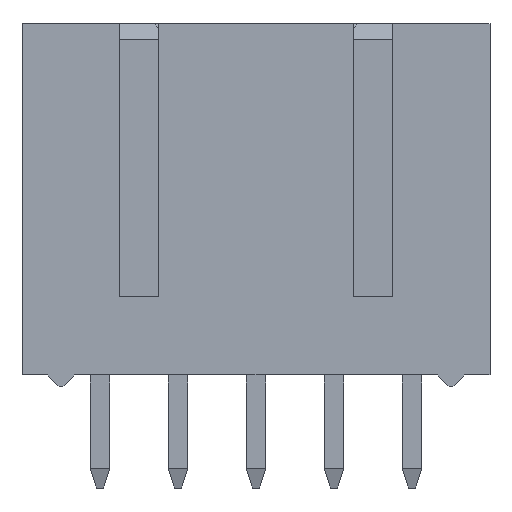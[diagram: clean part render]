
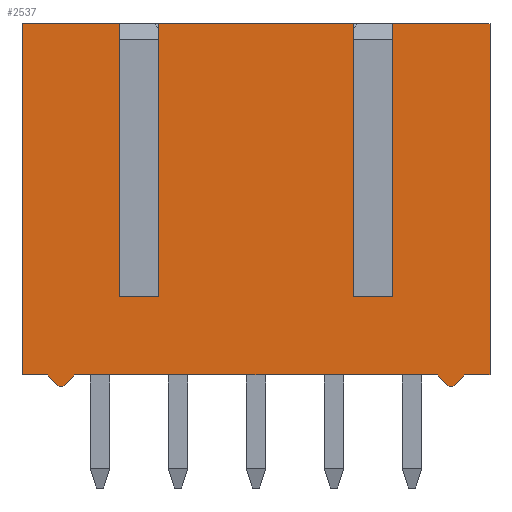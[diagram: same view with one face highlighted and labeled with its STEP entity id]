
A CAD part, front view. The second image highlights one B-rep face of the part: STEP entity #2537.
In plain terms, the highlighted planar face has unit normal (0, -1, 0).
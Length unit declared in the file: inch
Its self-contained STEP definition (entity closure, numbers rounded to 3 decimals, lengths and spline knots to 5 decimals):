
#5=DIRECTION('',(0.,0.,-1.));
#6=VECTOR('',#5,0.45);
#7=CARTESIAN_POINT('',(-0.3,-0.1,0.15));
#8=LINE('',#7,#6);
#445=DIRECTION('',(1.,0.,0.));
#446=VECTOR('',#445,0.0325);
#447=CARTESIAN_POINT('',(-0.3,-0.1,-0.3));
#448=LINE('',#447,#446);
#453=DIRECTION('',(1.,0.,0.));
#454=VECTOR('',#453,0.465);
#455=CARTESIAN_POINT('',(-0.2325,-0.1,-0.3));
#456=LINE('',#455,#454);
#465=DIRECTION('',(1.,0.,0.));
#466=VECTOR('',#465,0.0325);
#467=CARTESIAN_POINT('',(0.2675,-0.1,-0.3));
#468=LINE('',#467,#466);
#553=DIRECTION('',(-1.,0.,0.));
#554=VECTOR('',#553,0.05);
#555=CARTESIAN_POINT('',(-0.125,-0.1,-0.2));
#556=LINE('',#555,#554);
#557=DIRECTION('',(0.,0.,-1.));
#558=VECTOR('',#557,0.35);
#559=CARTESIAN_POINT('',(-0.125,-0.1,0.15));
#560=LINE('',#559,#558);
#561=DIRECTION('',(1.,0.,0.));
#562=VECTOR('',#561,0.25);
#563=CARTESIAN_POINT('',(-0.125,-0.1,0.15));
#564=LINE('',#563,#562);
#565=DIRECTION('',(0.,0.,-1.));
#566=VECTOR('',#565,0.35);
#567=CARTESIAN_POINT('',(0.125,-0.1,0.15));
#568=LINE('',#567,#566);
#569=DIRECTION('',(1.,0.,0.));
#570=VECTOR('',#569,0.05);
#571=CARTESIAN_POINT('',(0.125,-0.1,-0.2));
#572=LINE('',#571,#570);
#573=DIRECTION('',(0.,0.,-1.));
#574=VECTOR('',#573,0.35);
#575=CARTESIAN_POINT('',(0.175,-0.1,0.15));
#576=LINE('',#575,#574);
#577=DIRECTION('',(1.,0.,0.));
#578=VECTOR('',#577,0.125);
#579=CARTESIAN_POINT('',(0.175,-0.1,0.15));
#580=LINE('',#579,#578);
#581=DIRECTION('',(-0.707,0.,-0.707));
#582=VECTOR('',#581,0.02121);
#583=CARTESIAN_POINT('',(0.2675,-0.1,-0.3));
#584=LINE('',#583,#582);
#585=DIRECTION('',(-1.,0.,0.));
#586=VECTOR('',#585,0.005);
#587=CARTESIAN_POINT('',(0.2525,-0.1,-0.315));
#588=LINE('',#587,#586);
#589=DIRECTION('',(-0.707,0.,0.707));
#590=VECTOR('',#589,0.02121);
#591=CARTESIAN_POINT('',(0.2475,-0.1,-0.315));
#592=LINE('',#591,#590);
#593=DIRECTION('',(-0.707,0.,-0.707));
#594=VECTOR('',#593,0.02121);
#595=CARTESIAN_POINT('',(-0.2325,-0.1,-0.3));
#596=LINE('',#595,#594);
#597=DIRECTION('',(-1.,0.,0.));
#598=VECTOR('',#597,0.005);
#599=CARTESIAN_POINT('',(-0.2475,-0.1,-0.315));
#600=LINE('',#599,#598);
#601=DIRECTION('',(-0.707,0.,0.707));
#602=VECTOR('',#601,0.02121);
#603=CARTESIAN_POINT('',(-0.2525,-0.1,-0.315));
#604=LINE('',#603,#602);
#605=DIRECTION('',(1.,0.,0.));
#606=VECTOR('',#605,0.125);
#607=CARTESIAN_POINT('',(-0.3,-0.1,0.15));
#608=LINE('',#607,#606);
#609=DIRECTION('',(0.,0.,-1.));
#610=VECTOR('',#609,0.35);
#611=CARTESIAN_POINT('',(-0.175,-0.1,0.15));
#612=LINE('',#611,#610);
#905=DIRECTION('',(0.,0.,-1.));
#906=VECTOR('',#905,0.45);
#907=CARTESIAN_POINT('',(0.3,-0.1,0.15));
#908=LINE('',#907,#906);
#1449=CARTESIAN_POINT('',(-0.3,-0.1,0.15));
#1450=CARTESIAN_POINT('',(-0.3,-0.1,-0.3));
#1451=VERTEX_POINT('',#1449);
#1452=VERTEX_POINT('',#1450);
#1455=CARTESIAN_POINT('',(0.3,-0.1,0.15));
#1456=CARTESIAN_POINT('',(0.3,-0.1,-0.3));
#1457=VERTEX_POINT('',#1455);
#1458=VERTEX_POINT('',#1456);
#1533=CARTESIAN_POINT('',(-0.2475,-0.1,-0.315));
#1534=CARTESIAN_POINT('',(-0.2525,-0.1,-0.315));
#1535=VERTEX_POINT('',#1533);
#1536=VERTEX_POINT('',#1534);
#1537=CARTESIAN_POINT('',(0.2525,-0.1,-0.315));
#1538=CARTESIAN_POINT('',(0.2475,-0.1,-0.315));
#1539=VERTEX_POINT('',#1537);
#1540=VERTEX_POINT('',#1538);
#1541=CARTESIAN_POINT('',(-0.2675,-0.1,-0.3));
#1543=VERTEX_POINT('',#1541);
#1545=CARTESIAN_POINT('',(-0.2325,-0.1,-0.3));
#1547=VERTEX_POINT('',#1545);
#1549=CARTESIAN_POINT('',(0.2325,-0.1,-0.3));
#1551=VERTEX_POINT('',#1549);
#1553=CARTESIAN_POINT('',(0.2675,-0.1,-0.3));
#1555=VERTEX_POINT('',#1553);
#1633=CARTESIAN_POINT('',(0.125,-0.1,-0.2));
#1634=CARTESIAN_POINT('',(0.175,-0.1,-0.2));
#1635=VERTEX_POINT('',#1633);
#1636=VERTEX_POINT('',#1634);
#1637=CARTESIAN_POINT('',(0.125,-0.1,0.15));
#1638=VERTEX_POINT('',#1637);
#1639=CARTESIAN_POINT('',(0.175,-0.1,0.15));
#1640=VERTEX_POINT('',#1639);
#1666=CARTESIAN_POINT('',(-0.125,-0.1,-0.2));
#1668=VERTEX_POINT('',#1666);
#1669=CARTESIAN_POINT('',(-0.175,-0.1,-0.2));
#1671=VERTEX_POINT('',#1669);
#1673=CARTESIAN_POINT('',(-0.125,-0.1,0.15));
#1674=VERTEX_POINT('',#1673);
#1675=CARTESIAN_POINT('',(-0.175,-0.1,0.15));
#1676=VERTEX_POINT('',#1675);
#2501=CARTESIAN_POINT('',(-0.3,-0.1,0.15));
#2502=DIRECTION('',(0.,-1.,0.));
#2503=DIRECTION('',(0.,0.,-1.));
#2504=AXIS2_PLACEMENT_3D('',#2501,#2502,#2503);
#2505=PLANE('',#2504);
#2506=ORIENTED_EDGE('',*,*,#2077,.F.);
#2507=ORIENTED_EDGE('',*,*,#2064,.F.);
#2508=ORIENTED_EDGE('',*,*,#1996,.T.);
#2510=ORIENTED_EDGE('',*,*,#2509,.T.);
#2511=ORIENTED_EDGE('',*,*,#2100,.T.);
#2513=ORIENTED_EDGE('',*,*,#2512,.F.);
#2514=ORIENTED_EDGE('',*,*,#2012,.T.);
#2516=ORIENTED_EDGE('',*,*,#2515,.T.);
#2517=ORIENTED_EDGE('',*,*,#2479,.F.);
#2519=ORIENTED_EDGE('',*,*,#2518,.T.);
#2521=ORIENTED_EDGE('',*,*,#2520,.T.);
#2523=ORIENTED_EDGE('',*,*,#2522,.T.);
#2524=ORIENTED_EDGE('',*,*,#2418,.F.);
#2526=ORIENTED_EDGE('',*,*,#2525,.T.);
#2528=ORIENTED_EDGE('',*,*,#2527,.T.);
#2529=ORIENTED_EDGE('',*,*,#2493,.T.);
#2530=ORIENTED_EDGE('',*,*,#2406,.F.);
#2531=ORIENTED_EDGE('',*,*,#1906,.F.);
#2532=ORIENTED_EDGE('',*,*,#2036,.T.);
#2534=ORIENTED_EDGE('',*,*,#2533,.T.);
#2535=EDGE_LOOP('',(#2506,#2507,#2508,#2510,#2511,#2513,#2514,#2516,#2517,#2519,
#2521,#2523,#2524,#2526,#2528,#2529,#2530,#2531,#2532,#2534));
#2536=FACE_OUTER_BOUND('',#2535,.F.);
#2537=ADVANCED_FACE('',(#2536),#2505,.T.);
#1906=EDGE_CURVE('',#1451,#1452,#8,.T.);
#1996=EDGE_CURVE('',#1674,#1638,#564,.T.);
#2012=EDGE_CURVE('',#1640,#1457,#580,.T.);
#2036=EDGE_CURVE('',#1451,#1676,#608,.T.);
#2064=EDGE_CURVE('',#1674,#1668,#560,.T.);
#2077=EDGE_CURVE('',#1668,#1671,#556,.T.);
#2100=EDGE_CURVE('',#1635,#1636,#572,.T.);
#2406=EDGE_CURVE('',#1452,#1543,#448,.T.);
#2418=EDGE_CURVE('',#1547,#1551,#456,.T.);
#2479=EDGE_CURVE('',#1555,#1458,#468,.T.);
#2493=EDGE_CURVE('',#1536,#1543,#604,.T.);
#2509=EDGE_CURVE('',#1638,#1635,#568,.T.);
#2512=EDGE_CURVE('',#1640,#1636,#576,.T.);
#2515=EDGE_CURVE('',#1457,#1458,#908,.T.);
#2518=EDGE_CURVE('',#1555,#1539,#584,.T.);
#2520=EDGE_CURVE('',#1539,#1540,#588,.T.);
#2522=EDGE_CURVE('',#1540,#1551,#592,.T.);
#2525=EDGE_CURVE('',#1547,#1535,#596,.T.);
#2527=EDGE_CURVE('',#1535,#1536,#600,.T.);
#2533=EDGE_CURVE('',#1676,#1671,#612,.T.);
